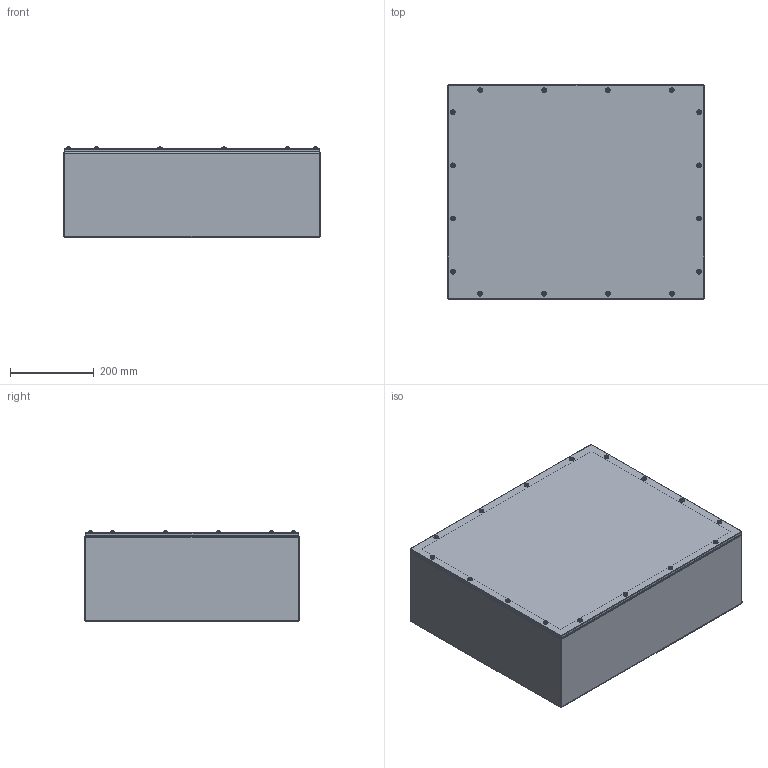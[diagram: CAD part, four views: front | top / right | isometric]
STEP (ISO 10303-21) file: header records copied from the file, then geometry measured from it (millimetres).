
FILE_DESCRIPTION(/* description */ ('WA_GSCSS, NEMA 4X, TUB, 20 X 24 X 8'),/* implementation_level */ '2;1');
FILE_NAME(/* name */ 'WA202408GSCSS.stp',/* time_stamp */ '2016-07-26T20:14:57+06:00',/* author */ ('rsundaram'),/* organization */ (''),/* preprocessor_version */ 'ST-DEVELOPER v16.1',/* originating_system */ 'Autodesk Inventor 2016',/* authorisation */ '');
FILE_SCHEMA (('AUTOMOTIVE_DESIGN { 1 0 10303 214 3 1 1 }'));
Length unit declared in the file: inch
Products named in the file (8): WA202408GSCSSBKP; WA2024GSCSSLID; 37210; 39035; 39077; 34984; WA2024GSCSSSTRIPGSK; WA202408GSCSS
Assembly tree (67 placements, depth 2):
  WA202408GSCSS
    WA202408GSCSSBKP
    WA2024GSCSSLID
    37210  x16
    39035  x16
    39077  x16
    34984  x16
    WA2024GSCSSSTRIPGSK
Bounding box: 612.77 x 511.18 x 215.34 mm (x, y, z)
Volume: 2354287.6 mm3; surface area: 2359665.8 mm2
Topology: 67 solids, 67 shells, 1382 faces, 3432 edges, 2216 vertices
Faces by surface type: plane 758, cylinder 272, cone 208, torus 96, sphere 32, bspline 16
Full cylindrical faces by diameter (mm): 3.962 x16, 4.255 x16, 4.775 x16, 4.978 x16, 6.299 x16, 6.528 x16, 7.061 x16, 7.144 x16, 10.312 x16, 11.112 x16, 11.506 x16
Entity records: 7640 total; most frequent: CARTESIAN_POINT 1911, DIRECTION 1130, ORIENTED_EDGE 972, EDGE_CURVE 486, AXIS2_PLACEMENT_3D 433, VERTEX_POINT 336, EDGE_LOOP 330, LINE 264
